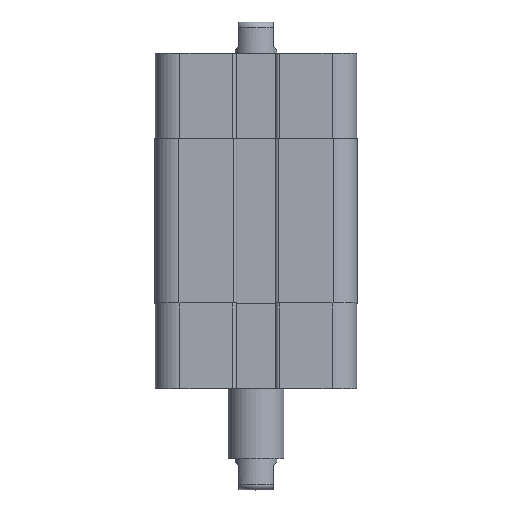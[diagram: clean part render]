
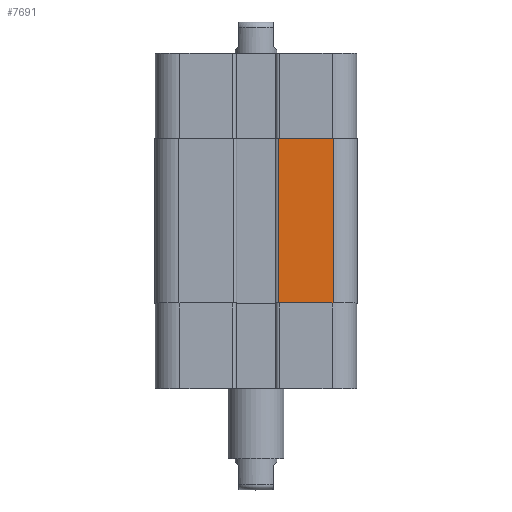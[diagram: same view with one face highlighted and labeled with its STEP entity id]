
A CAD part, top view. The second image highlights one B-rep face of the part: STEP entity #7691.
In plain terms, the highlighted planar face has unit normal (0, 0, 1).
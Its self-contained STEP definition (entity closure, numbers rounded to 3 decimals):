
#4953=CARTESIAN_POINT('',(3.25,11.75,14.525));
#4954=VERTEX_POINT('',#4953);
#4962=CARTESIAN_POINT('',(11.025,11.75,14.525));
#4963=VERTEX_POINT('',#4962);
#4964=CARTESIAN_POINT('',(11.025,11.75,14.525));
#4965=DIRECTION('',(-1.0,0.0,0.0));
#4966=VECTOR('',#4965,7.775);
#4967=LINE('',#4964,#4966);
#4968=EDGE_CURVE('',#4963,#4954,#4967,.T.);
#7274=CARTESIAN_POINT('',(11.025,-11.75,14.525));
#7275=VERTEX_POINT('',#7274);
#7283=CARTESIAN_POINT('',(3.25,-11.75,14.525));
#7284=VERTEX_POINT('',#7283);
#7285=CARTESIAN_POINT('',(3.25,-11.75,14.525));
#7286=DIRECTION('',(1.0,0.0,0.0));
#7287=VECTOR('',#7286,7.775);
#7288=LINE('',#7285,#7287);
#7289=EDGE_CURVE('',#7284,#7275,#7288,.T.);
#7664=CARTESIAN_POINT('',(11.025,11.75,14.525));
#7665=DIRECTION('',(0.0,-1.0,0.0));
#7666=VECTOR('',#7665,23.5);
#7667=LINE('',#7664,#7666);
#7668=EDGE_CURVE('',#4963,#7275,#7667,.T.);
#7675=CARTESIAN_POINT('',(11.025,0.0,14.525));
#7676=DIRECTION('',(0.0,0.0,1.0));
#7677=DIRECTION('',(1.0,0.0,0.0));
#7678=AXIS2_PLACEMENT_3D('',#7675,#7676,#7677);
#7679=PLANE('',#7678);
#7680=ORIENTED_EDGE('',*,*,#4968,.T.);
#7681=CARTESIAN_POINT('',(3.25,11.75,14.525));
#7682=DIRECTION('',(0.0,-1.0,0.0));
#7683=VECTOR('',#7682,23.5);
#7684=LINE('',#7681,#7683);
#7685=EDGE_CURVE('',#4954,#7284,#7684,.T.);
#7686=ORIENTED_EDGE('',*,*,#7685,.T.);
#7687=ORIENTED_EDGE('',*,*,#7289,.T.);
#7688=ORIENTED_EDGE('',*,*,#7668,.F.);
#7689=EDGE_LOOP('',(#7680,#7686,#7687,#7688));
#7690=FACE_OUTER_BOUND('',#7689,.T.);
#7691=ADVANCED_FACE('',(#7690),#7679,.T.);
